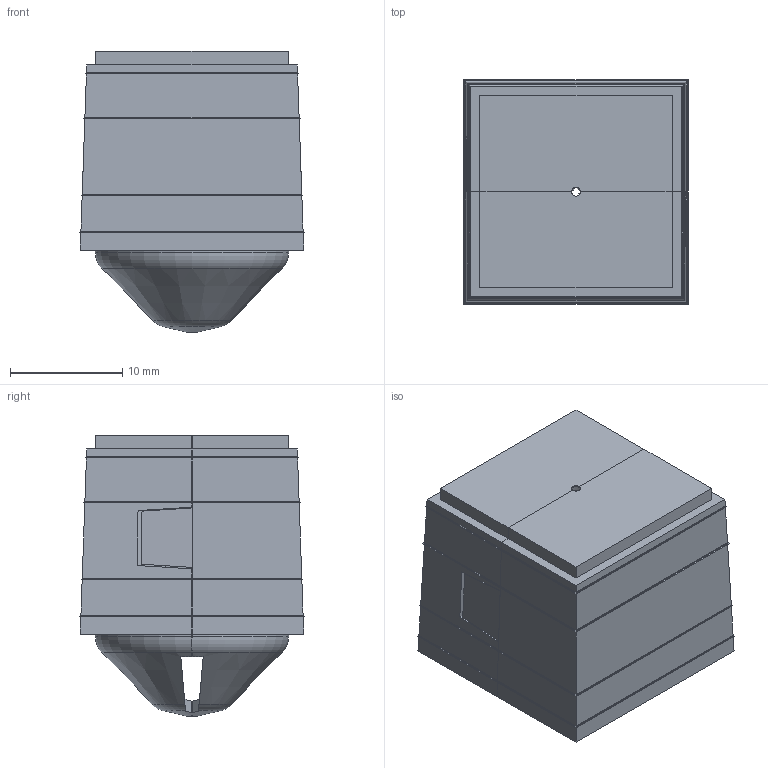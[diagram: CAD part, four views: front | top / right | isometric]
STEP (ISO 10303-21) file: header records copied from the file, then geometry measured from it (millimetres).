
FILE_DESCRIPTION(/* description */ (''),/* implementation_level */ '2;1');
FILE_NAME(/* name */ '28980_6_KDS-DE-Z2K_10-26.stp',/* time_stamp */ '2024-07-15T07:57:44+02:00',/* author */ (''),/* organization */ (''),/* preprocessor_version */ 'ST-DEVELOPER v19.4',/* originating_system */ 'SIEMENS PLM Software NX2212.9140',/* authorisation */ '');
FILE_SCHEMA (('AUTOMOTIVE_DESIGN { 1 0 10303 214 3 1 1 1 }'));
Length unit declared in the file: millimetre
Products named in the file (2): 28980_6_KDS-DE-Z2K_10-26_stp; W-0000.00_Name1
Assembly tree (2 placements, depth 2):
  W-0000.00_Name1
    28980_6_KDS-DE-Z2K_10-26_stp  x2
Bounding box: 19.99 x 19.99 x 25.02 mm (x, y, z)
Volume: 6740.5 mm3; surface area: 3918.1 mm2
Topology: 2 solids, 2 shells, 418 faces, 1172 edges, 776 vertices
Faces by surface type: plane 222, cylinder 116, extrusion 38, cone 30, torus 10, bspline 2
Entity records: 7368 total; most frequent: CARTESIAN_POINT 1874, ORIENTED_EDGE 1170, DIRECTION 916, EDGE_CURVE 585, VERTEX_POINT 388, VECTOR 326, LINE 307, AXIS2_PLACEMENT_3D 295
